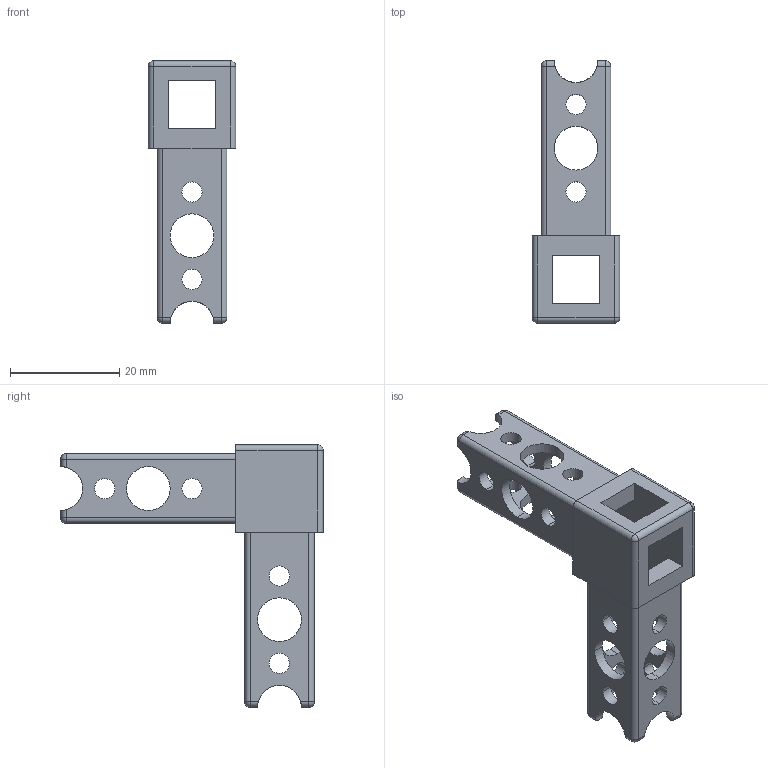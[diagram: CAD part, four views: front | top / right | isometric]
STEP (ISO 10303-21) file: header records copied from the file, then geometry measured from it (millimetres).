
FILE_DESCRIPTION (( 'STEP AP214' ), '1' );
FILE_NAME ('40211_TXP-90 Degree Beam Connector.STEP', '2017-03-28T20:14:39', ( '' ), ( '' ), 'SwSTEP 2.0', 'SolidWorks 2016', '' );
FILE_SCHEMA (( 'AUTOMOTIVE_DESIGN' ));
Length unit declared in the file: millimetre
Products named in the file (2): 40211_TXP-90 Degree Beam Connector
Bounding box: 16 x 48 x 48 mm (x, y, z)
Volume: 6190.9 mm3; surface area: 6526.6 mm2
Topology: 1 solids, 1 shells, 129 faces, 367 edges, 228 vertices
Faces by surface type: cylinder 87, plane 32, sphere 10
Entity records: 5837 total; most frequent: CARTESIAN_POINT 860, DIRECTION 761, ORIENTED_EDGE 714, EDGE_CURVE 357, AXIS2_PLACEMENT_3D 289, VERTEX_POINT 228, LINE 183, VECTOR 183
